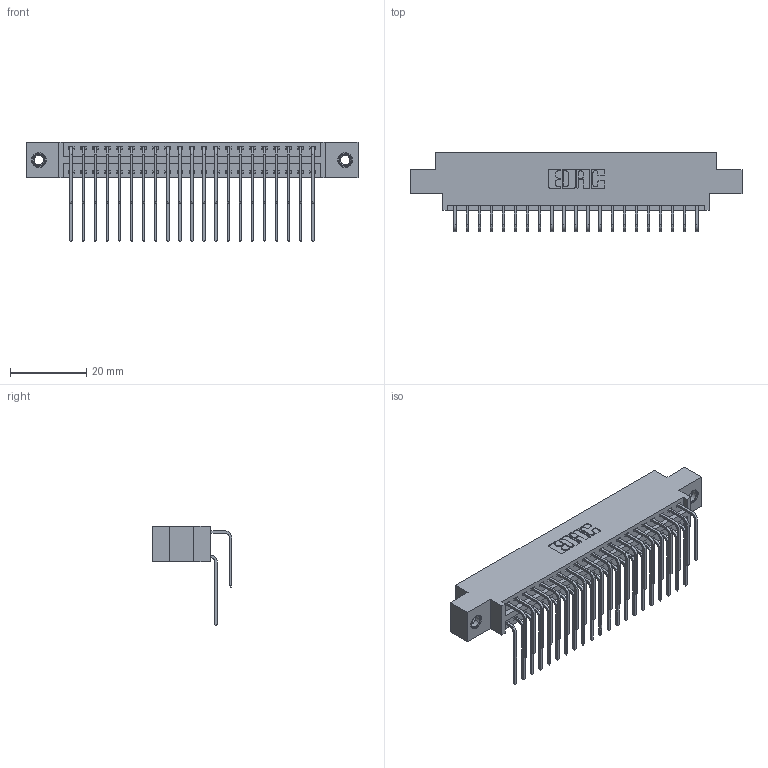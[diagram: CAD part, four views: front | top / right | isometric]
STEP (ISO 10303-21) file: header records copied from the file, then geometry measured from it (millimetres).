
FILE_DESCRIPTION (( 'STEP AP203' ), '1' );
FILE_NAME ('346-042-559-807.STEP', '2018-08-24T23:28:35', ( '' ), ( '' ), 'SwSTEP 2.0', 'SolidWorks 2016', '' );
FILE_SCHEMA (( 'CONFIG_CONTROL_DESIGN' ));
Length unit declared in the file: inch
Products named in the file (5): 346 Part_0.170 Offset - 0.156 Dia-TI; 345-292-001_558 559 Tail - 1; 345-292-001_559 Tail - 2; 345-250-001_345-250-005-103; 346-042-559-807
Assembly tree (45 placements, depth 2):
  346-042-559-807
    346 Part_0.170 Offset - 0.156 Dia-TI
    345-292-001_558 559 Tail - 1  x21
    345-292-001_559 Tail - 2  x21
    345-250-001_345-250-005-103  x2
Bounding box: 87.25 x 20.89 x 26.16 mm (x, y, z)
Volume: 8418.9 mm3; surface area: 12618 mm2
Topology: 45 solids, 45 shells, 2454 faces, 7239 edges, 4762 vertices
Faces by surface type: plane 1666, cylinder 772, cone 12, torus 4
Entity records: 19634 total; most frequent: CARTESIAN_POINT 3302, ORIENTED_EDGE 3178, DIRECTION 2959, EDGE_CURVE 1589, VECTOR 1313, LINE 1313, VERTEX_POINT 1052, AXIS2_PLACEMENT_3D 823
